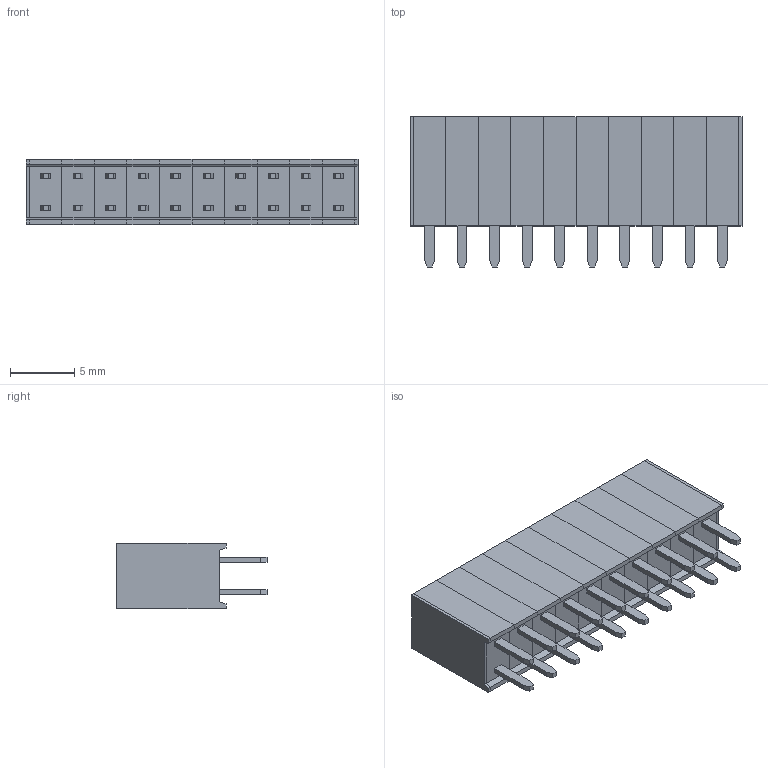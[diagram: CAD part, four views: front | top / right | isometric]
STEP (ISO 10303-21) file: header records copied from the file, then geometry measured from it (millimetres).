
FILE_DESCRIPTION (( 'STEP AP214' ), '1' );
FILE_NAME ('NPPC102LFBN-RC.STEP', '2024-10-30T11:29:39', ( '' ), ( '' ), 'SwSTEP 2.0', 'SolidWorks 2021', '' );
FILE_SCHEMA (( 'AUTOMOTIVE_DESIGN' ));
Length unit declared in the file: millimetre
Products named in the file (3): Pin - Gold; NPPC202LFBN-RC_C10; NPPC102LFBN-RC
Assembly tree (11 placements, depth 2):
  NPPC102LFBN-RC
    NPPC202LFBN-RC_C10
    Pin - Gold  x10
Bounding box: 25.91 x 11.71 x 5.08 mm (x, y, z)
Volume: 1063.9 mm3; surface area: 1958.3 mm2
Topology: 32 solids, 32 shells, 460 faces, 1048 edges, 672 vertices
Faces by surface type: plane 460
Entity records: 8898 total; most frequent: CARTESIAN_POINT 1510, ORIENTED_EDGE 1448, DIRECTION 1384, VECTOR 724, EDGE_CURVE 724, LINE 724, VERTEX_POINT 456, EDGE_LOOP 336
